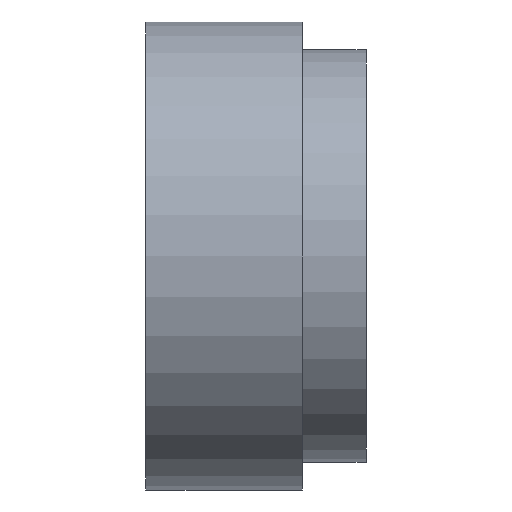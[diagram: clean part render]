
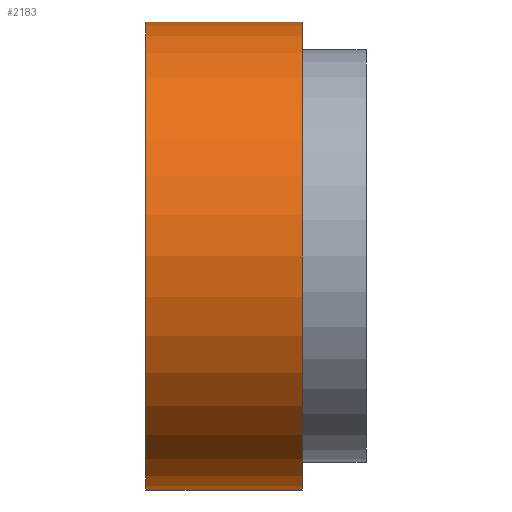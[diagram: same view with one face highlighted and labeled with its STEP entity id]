
A CAD part, left-side view. The second image highlights one B-rep face of the part: STEP entity #2183.
In plain terms, the highlighted cylindrical face has radius 25.5 mm (diameter 51 mm), a partial arc.
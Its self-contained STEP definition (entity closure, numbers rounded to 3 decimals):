
#19 = CARTESIAN_POINT ( 'NONE',  ( 0., -72.125, 0. ) ) ;
#72 = ORIENTED_EDGE ( 'NONE', *, *, #1222, .T. ) ;
#85 = VECTOR ( 'NONE', #413, 1000. ) ;
#108 = EDGE_CURVE ( 'NONE', #806, #417, #2099, .T. ) ;
#315 = CARTESIAN_POINT ( 'NONE',  ( 0., 6.95, 25.5 ) ) ;
#326 = ORIENTED_EDGE ( 'NONE', *, *, #1812, .T. ) ;
#392 = LINE ( 'NONE', #2042, #85 ) ;
#413 = DIRECTION ( 'NONE',  ( 0., 1., 0. ) ) ;
#417 = VERTEX_POINT ( 'NONE', #1544 ) ;
#543 = VERTEX_POINT ( 'NONE', #694 ) ;
#545 = DIRECTION ( 'NONE',  ( 0., 0., -1. ) ) ;
#586 = CARTESIAN_POINT ( 'NONE',  ( 0., -72.125, 25.5 ) ) ;
#619 = EDGE_CURVE ( 'NONE', #417, #1197, #392, .T. ) ;
#627 = ORIENTED_EDGE ( 'NONE', *, *, #619, .F. ) ;
#655 = AXIS2_PLACEMENT_3D ( 'NONE', #19, #1072, #545 ) ;
#694 = CARTESIAN_POINT ( 'NONE',  ( 0., 24., 25.5 ) ) ;
#708 = CYLINDRICAL_SURFACE ( 'NONE', #655, 25.5 ) ;
#777 = DIRECTION ( 'NONE',  ( 0., 1., 0. ) ) ;
#806 = VERTEX_POINT ( 'NONE', #315 ) ;
#834 = DIRECTION ( 'NONE',  ( 0., -1., 0. ) ) ;
#844 = CARTESIAN_POINT ( 'NONE',  ( 0., 24., -25.5 ) ) ;
#866 = EDGE_LOOP ( 'NONE', ( #1645, #326, #72, #627 ) ) ;
#890 = DIRECTION ( 'NONE',  ( 0., -1., 0. ) ) ;
#1061 = CARTESIAN_POINT ( 'NONE',  ( 0., 6.95, 0. ) ) ;
#1072 = DIRECTION ( 'NONE',  ( 0., 1., 0. ) ) ;
#1197 = VERTEX_POINT ( 'NONE', #844 ) ;
#1222 = EDGE_CURVE ( 'NONE', #543, #1197, #1246, .T. ) ;
#1246 = CIRCLE ( 'NONE', #1287, 25.5 ) ;
#1287 = AXIS2_PLACEMENT_3D ( 'NONE', #1748, #834, #1570 ) ;
#1544 = CARTESIAN_POINT ( 'NONE',  ( 0., 6.95, -25.5 ) ) ;
#1559 = AXIS2_PLACEMENT_3D ( 'NONE', #1061, #890, #1802 ) ;
#1570 = DIRECTION ( 'NONE',  ( 0., 0., -1. ) ) ;
#1639 = VECTOR ( 'NONE', #777, 1000. ) ;
#1645 = ORIENTED_EDGE ( 'NONE', *, *, #108, .F. ) ;
#1748 = CARTESIAN_POINT ( 'NONE',  ( 0., 24., 0. ) ) ;
#1802 = DIRECTION ( 'NONE',  ( 0., 0., -1. ) ) ;
#1812 = EDGE_CURVE ( 'NONE', #806, #543, #1863, .T. ) ;
#1863 = LINE ( 'NONE', #586, #1639 ) ;
#2042 = CARTESIAN_POINT ( 'NONE',  ( 0., -72.125, -25.5 ) ) ;
#2099 = CIRCLE ( 'NONE', #1559, 25.5 ) ;
#2183 = ADVANCED_FACE ( 'NONE', ( #2349 ), #708, .T. ) ;
#2349 = FACE_OUTER_BOUND ( 'NONE', #866, .T. ) ;
